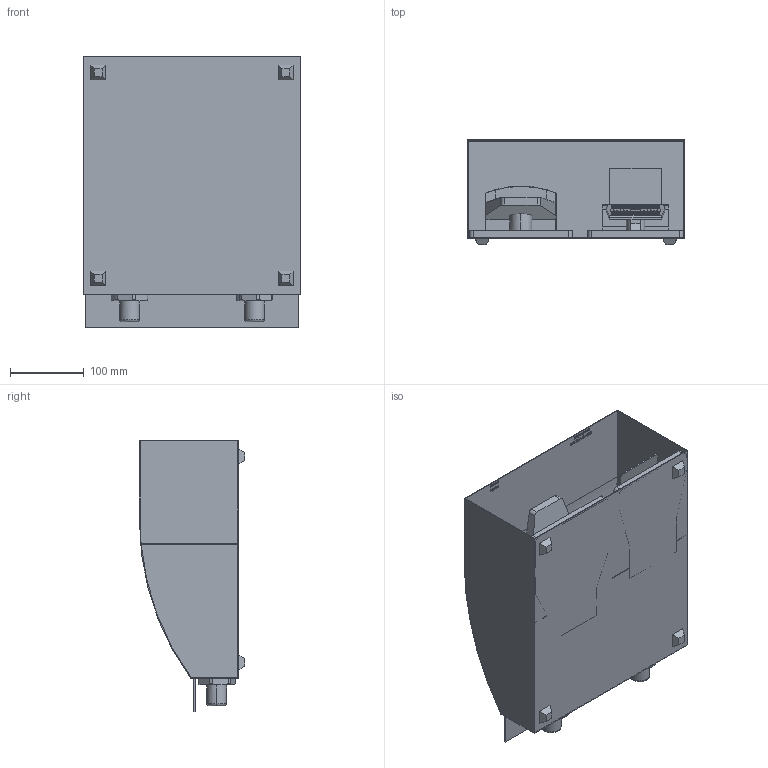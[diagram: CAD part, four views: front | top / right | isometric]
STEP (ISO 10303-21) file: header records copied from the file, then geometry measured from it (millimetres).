
FILE_DESCRIPTION (( 'STEP AP214' ), '1' );
FILE_NAME ('804 427-Fußbedienung.STEP', '2014-08-01T12:54:20', ( '' ), ( '' ), 'SwSTEP 2.0', 'SolidWorks 2013', '' );
FILE_SCHEMA (( 'AUTOMOTIVE_DESIGN' ));
Length unit declared in the file: millimetre
Products named in the file (1): 804 427-Fußbedienung
Bounding box: 295 x 143 x 369 mm (x, y, z)
Volume: 1714029.2 mm3; surface area: 761315.8 mm2
Topology: 1 solids, 1 shells, 1618 faces, 4328 edges, 2878 vertices
Faces by surface type: plane 1069, bspline 462, cylinder 59, cone 24, torus 4
Entity records: 90402 total; most frequent: CARTESIAN_POINT 35199, ORIENTED_EDGE 8656, DIRECTION 5828, EDGE_CURVE 4328, VECTOR 3214, LINE 3214, VERTEX_POINT 2878, EDGE_LOOP 1800
